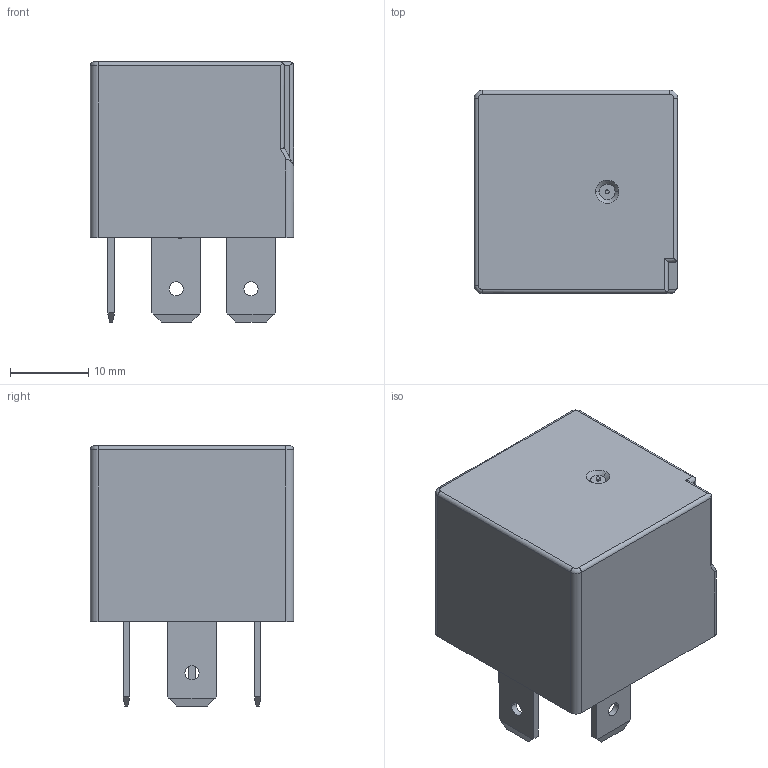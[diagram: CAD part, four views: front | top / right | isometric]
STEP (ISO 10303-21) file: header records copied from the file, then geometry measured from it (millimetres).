
FILE_DESCRIPTION(('STEP AP242'),'1');
FILE_NAME('hfv15.stp','2020-11-08T16:37:24',('TraceParts'),('TraceParts S.A.'),'Spatial InterOp 3D',' ',' ');
FILE_SCHEMA(('AP242_MANAGED_MODEL_BASED_3D_ENGINEERING_MIM_LF {1 0 10303 442 1 1 4}'));
Length unit declared in the file: millimetre
Products named in the file (1): hfv15_1
Bounding box: 26 x 26 x 33.3 mm (x, y, z)
Volume: 2685.8 mm3; surface area: 7976.3 mm2
Topology: 6 solids, 6 shells, 284 faces, 747 edges, 485 vertices
Faces by surface type: plane 211, cylinder 62, cone 8, torus 3
Entity records: 8625 total; most frequent: CARTESIAN_POINT 1518, ORIENTED_EDGE 1478, DIRECTION 1443, EDGE_CURVE 739, LINE 597, VECTOR 597, VERTEX_POINT 485, AXIS2_PLACEMENT_3D 423
